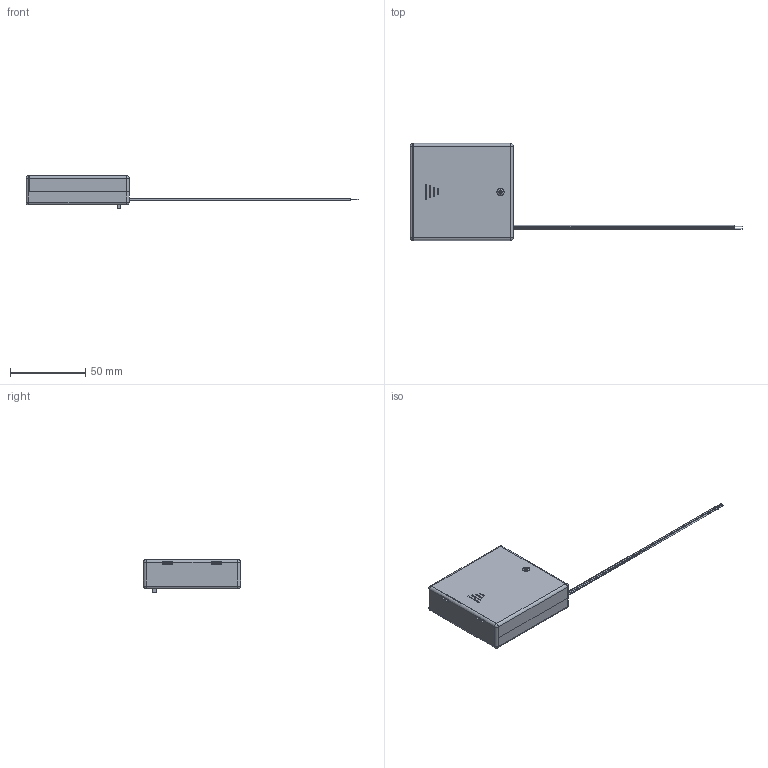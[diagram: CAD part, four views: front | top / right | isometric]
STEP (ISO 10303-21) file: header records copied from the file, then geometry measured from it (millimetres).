
FILE_DESCRIPTION (( 'STEP AP214' ), '1' );
FILE_NAME ('SBH-341AS.STEP', '2020-02-09T08:03:25', ( '' ), ( '' ), 'SwSTEP 2.0', 'SolidWorks 2017', '' );
FILE_SCHEMA (( 'AUTOMOTIVE_DESIGN' ));
Length unit declared in the file: millimetre
Products named in the file (1): SBH-341AS
Bounding box: 220.5 x 64.5 x 22.2 mm (x, y, z)
Volume: 26943.8 mm3; surface area: 37002.4 mm2
Topology: 14 solids, 14 shells, 525 faces, 1328 edges, 847 vertices
Faces by surface type: plane 318, cylinder 112, torus 42, cone 32, bspline 11, sphere 10
Entity records: 24252 total; most frequent: CARTESIAN_POINT 11512, ORIENTED_EDGE 2636, DIRECTION 2548, EDGE_CURVE 1318, VECTOR 880, LINE 880, VERTEX_POINT 847, AXIS2_PLACEMENT_3D 834
